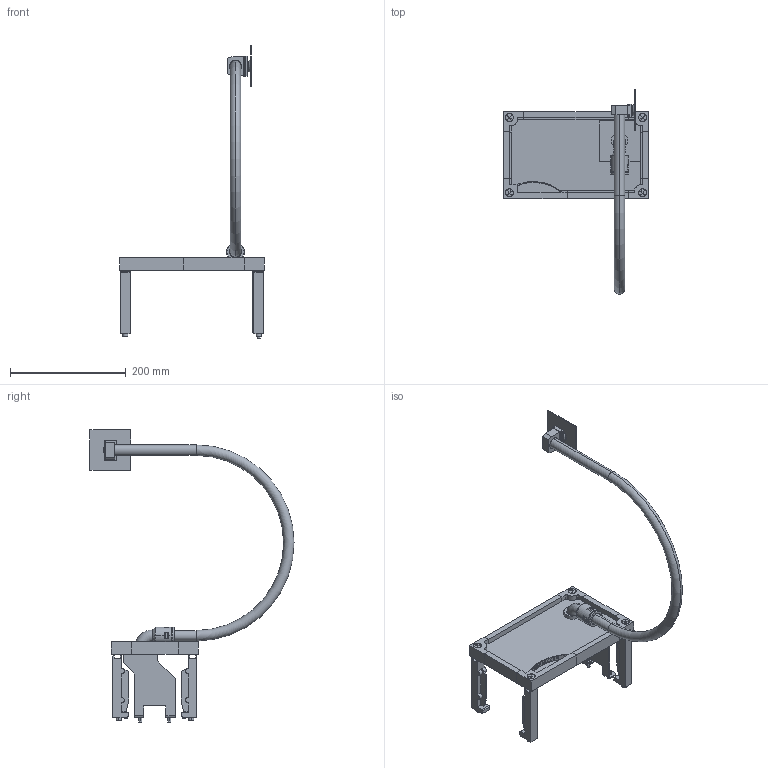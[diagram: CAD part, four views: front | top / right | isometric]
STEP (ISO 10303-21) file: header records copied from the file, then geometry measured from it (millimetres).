
FILE_DESCRIPTION(('STEP AP214'),'1');
FILE_NAME('cctmp_009A6259-8DBE-4D4F-88B9-F76FDC7654B3_2023_07_22_14_12_26_0702..stp','2023-07-22T12:12:27',('SIEMENS A&D'),('CADClick - www.CADClick.com'),'Spatial InterOp 3D postprocessed',' ','unknown authorization');
FILE_SCHEMA(('AUTOMOTIVE_DESIGN'));
Length unit declared in the file: millimetre
Products named in the file (24): cc_unnamed; 2023_07_22_14_12_26_0661; 2023_07_22_14_12_26_0657; 2023_07_22_14_12_26_0653; 2023_07_22_14_12_26_0649; 2023_07_22_14_12_26_0645; 2023_07_22_14_12_26_0641; 2023_07_22_14_12_26_0637; 2023_07_22_14_12_26_0633; 2023_07_22_14_12_26_0629; 2023_07_22_14_12_26_0625; 2023_07_22_14_12_26_0621; 2023_07_22_14_12_26_0617; 2023_07_22_14_12_26_0613; 2023_07_22_14_12_26_0609; 2023_07_22_14_12_26_0605; 2023_07_22_14_12_26_0601; 2023_07_22_14_12_26_0597; 2023_07_22_14_12_26_0593; 2023_07_22_14_12_26_0589; 2023_07_22_14_12_26_0585; 2023_07_22_14_12_26_0581; 2023_07_22_14_12_26_0577; 2023_07_22_14_12_26_0573
Assembly tree (23 placements, depth 2):
  cc_unnamed
    2023_07_22_14_12_26_0661
    2023_07_22_14_12_26_0657
    2023_07_22_14_12_26_0653
    2023_07_22_14_12_26_0649
    2023_07_22_14_12_26_0645
    2023_07_22_14_12_26_0641
    2023_07_22_14_12_26_0637
    2023_07_22_14_12_26_0633
    2023_07_22_14_12_26_0629
    2023_07_22_14_12_26_0625
    2023_07_22_14_12_26_0621
    2023_07_22_14_12_26_0617
    2023_07_22_14_12_26_0613
    2023_07_22_14_12_26_0609
    2023_07_22_14_12_26_0605
    2023_07_22_14_12_26_0601
    2023_07_22_14_12_26_0597
    2023_07_22_14_12_26_0593
    2023_07_22_14_12_26_0589
    2023_07_22_14_12_26_0585
    2023_07_22_14_12_26_0581
    2023_07_22_14_12_26_0577
    2023_07_22_14_12_26_0573
Bounding box: 250 x 351.9 x 504 mm (x, y, z)
Volume: 513435.4 mm3; surface area: 318941.6 mm2
Topology: 23 solids, 23 shells, 915 faces, 2425 edges, 1598 vertices
Faces by surface type: plane 649, cylinder 218, torus 30, cone 14, sphere 4
Entity records: 31903 total; most frequent: CARTESIAN_POINT 5247, DIRECTION 4853, ORIENTED_EDGE 4850, EDGE_CURVE 2425, LINE 1817, VECTOR 1817, VERTEX_POINT 1598, AXIS2_PLACEMENT_3D 1518
